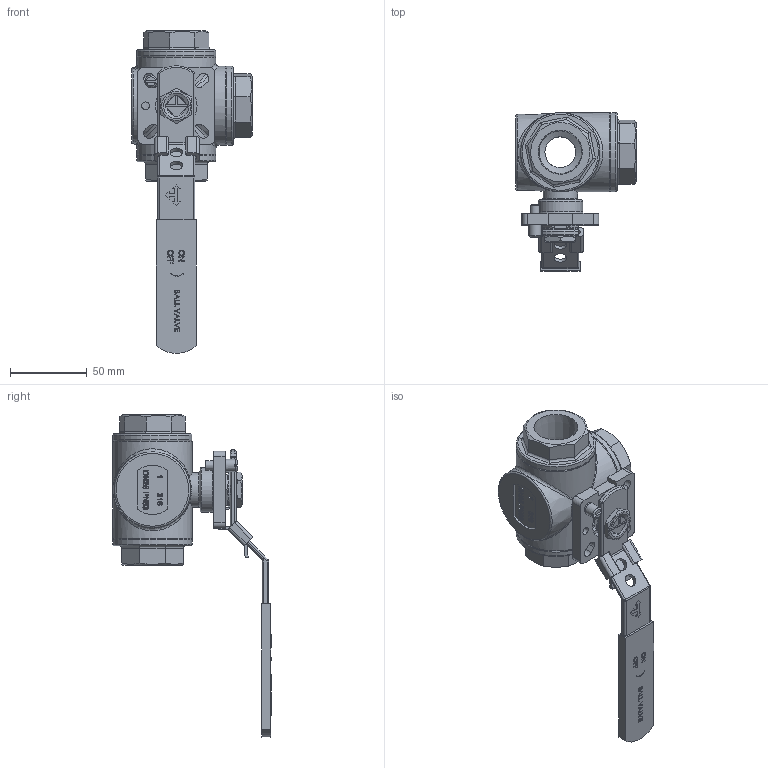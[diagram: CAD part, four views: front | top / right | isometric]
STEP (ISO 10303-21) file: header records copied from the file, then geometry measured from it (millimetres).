
FILE_DESCRIPTION(/* description */ ('Unknown'),/* implementation_level */ '2;1');
FILE_NAME(/* name */ '9339-06',/* time_stamp */ '2022-02-16T09:05:14+01:00',/* author */ ('Unknown'),/* organization */ ('Unknown'),/* preprocessor_version */ 'ST-DEVELOPER v16.7',/* originating_system */ 'Solid Edge',/* authorisation */ 'Unknown');
FILE_SCHEMA (('AUTOMOTIVE_DESIGN {1 0 10303 214 3 1 1}'));
Length unit declared in the file: millimetre
Products named in the file (13): 9339-06; Cap; NUT DN25; Body Gsake; Nut Stopper; Body; Plasti Cover; 003; Thrust Washert; Stem; Lock Device; Haddle; Stop Pin
Assembly tree (17 placements, depth 3):
  9339-06
    Cap  x3
    NUT DN25  x2
    Body Gsake  x3
    Nut Stopper
    Body
    Plasti Cover
    003
      Thrust Washert
      Stem
    Lock Device
    Haddle
    Stop Pin
Bounding box: 78.4 x 102.95 x 209.84 mm (x, y, z)
Volume: 189407.9 mm3; surface area: 97526.2 mm2
Topology: 16 solids, 16 shells, 811 faces, 2067 edges, 1351 vertices
Faces by surface type: plane 443, cylinder 168, bspline 127, cone 41, torus 26, sphere 6
Full cylindrical faces by diameter (mm): 5 x1, 6 x1, 8 x3, 11 x1, 12.5 x2, 14 x4, 14.1 x1, 16.2 x1, 16.5 x1, 16.7 x1, 17.5 x1, 20 x4, 22.5 x1, 23.5 x1, 27 x5, 29 x1, 33 x3, 41.5 x15, 43.5 x3, 44 x6, 47.5 x3, 47.6 x3, 51.5 x5
Entity records: 41443 total; most frequent: CARTESIAN_POINT 24759, ORIENTED_EDGE 3564, DIRECTION 2900, EDGE_CURVE 1782, VERTEX_POINT 1228, LINE 1100, VECTOR 1100, AXIS2_PLACEMENT_3D 900
